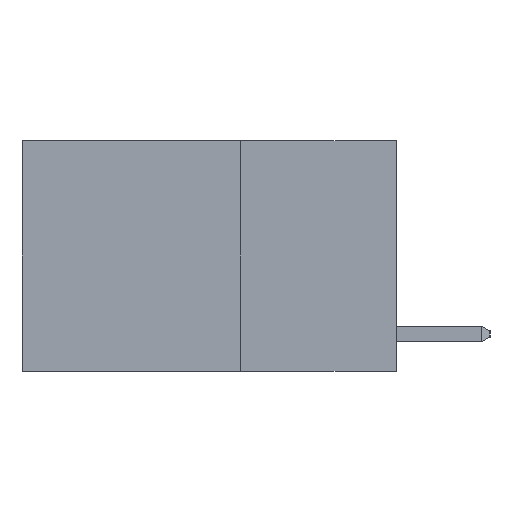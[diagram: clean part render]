
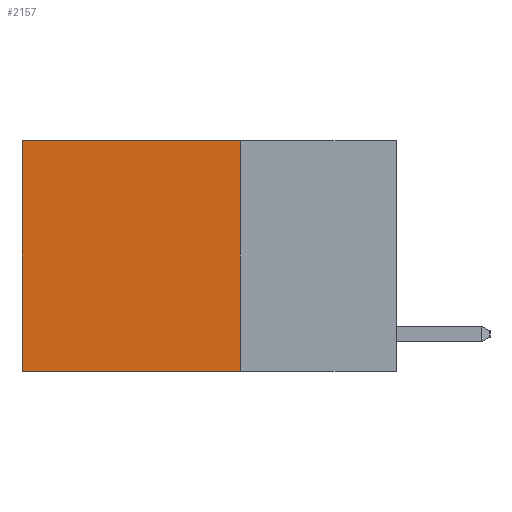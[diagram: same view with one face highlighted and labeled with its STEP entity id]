
A CAD part, left-side view. The second image highlights one B-rep face of the part: STEP entity #2157.
In plain terms, the highlighted planar face has unit normal (-1, 0, 0).
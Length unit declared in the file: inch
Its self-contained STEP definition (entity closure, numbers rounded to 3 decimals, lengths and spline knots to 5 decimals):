
#34 = CARTESIAN_POINT ( 'NONE',  ( 0.2625, 0.6, -0.37 ) ) ;
#449 = EDGE_LOOP ( 'NONE', ( #4027, #2092, #10699, #4618 ) ) ;
#535 = CARTESIAN_POINT ( 'NONE',  ( 0.2625, 0.25, 0. ) ) ;
#794 = VERTEX_POINT ( 'NONE', #9661 ) ;
#1009 = CARTESIAN_POINT ( 'NONE',  ( 0.2625, 0.25, 0. ) ) ;
#2062 = VECTOR ( 'NONE', #2631, 39.37008 ) ;
#2092 = ORIENTED_EDGE ( 'NONE', *, *, #6346, .F. ) ;
#2157 = ADVANCED_FACE ( 'NONE', ( #10572 ), #7665, .F. ) ;
#2245 = AXIS2_PLACEMENT_3D ( 'NONE', #535, #8564, #3261 ) ;
#2444 = EDGE_CURVE ( 'NONE', #794, #6593, #5433, .T. ) ;
#2631 = DIRECTION ( 'NONE',  ( 0., 0., -1. ) ) ;
#2811 = VECTOR ( 'NONE', #5432, 39.37008 ) ;
#3261 = DIRECTION ( 'NONE',  ( 0., 0., -1. ) ) ;
#4027 = ORIENTED_EDGE ( 'NONE', *, *, #5990, .T. ) ;
#4421 = LINE ( 'NONE', #11475, #2062 ) ;
#4618 = ORIENTED_EDGE ( 'NONE', *, *, #2444, .T. ) ;
#4887 = VECTOR ( 'NONE', #10661, 39.37008 ) ;
#5176 = LINE ( 'NONE', #5364, #4887 ) ;
#5364 = CARTESIAN_POINT ( 'NONE',  ( 0.2625, 0.25, -0.37 ) ) ;
#5432 = DIRECTION ( 'NONE',  ( 0., 1., 0. ) ) ;
#5433 = LINE ( 'NONE', #1009, #2811 ) ;
#5990 = EDGE_CURVE ( 'NONE', #6593, #9540, #10872, .T. ) ;
#6346 = EDGE_CURVE ( 'NONE', #8134, #9540, #5176, .T. ) ;
#6593 = VERTEX_POINT ( 'NONE', #9245 ) ;
#6627 = CARTESIAN_POINT ( 'NONE',  ( 0.2625, 0.6, 0. ) ) ;
#7665 = PLANE ( 'NONE',  #2245 ) ;
#8134 = VERTEX_POINT ( 'NONE', #10378 ) ;
#8499 = VECTOR ( 'NONE', #10161, 39.37008 ) ;
#8564 = DIRECTION ( 'NONE',  ( 1., 0., 0. ) ) ;
#8791 = EDGE_CURVE ( 'NONE', #794, #8134, #4421, .T. ) ;
#9245 = CARTESIAN_POINT ( 'NONE',  ( 0.2625, 0.6, 0. ) ) ;
#9540 = VERTEX_POINT ( 'NONE', #34 ) ;
#9661 = CARTESIAN_POINT ( 'NONE',  ( 0.2625, 0.25, 0. ) ) ;
#10161 = DIRECTION ( 'NONE',  ( 0., 0., -1. ) ) ;
#10378 = CARTESIAN_POINT ( 'NONE',  ( 0.2625, 0.25, -0.37 ) ) ;
#10572 = FACE_OUTER_BOUND ( 'NONE', #449, .T. ) ;
#10661 = DIRECTION ( 'NONE',  ( 0., 1., 0. ) ) ;
#10699 = ORIENTED_EDGE ( 'NONE', *, *, #8791, .F. ) ;
#10872 = LINE ( 'NONE', #6627, #8499 ) ;
#11475 = CARTESIAN_POINT ( 'NONE',  ( 0.2625, 0.25, 0. ) ) ;
